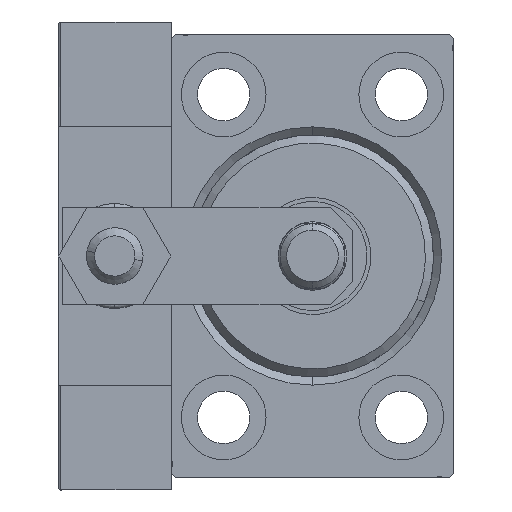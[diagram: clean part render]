
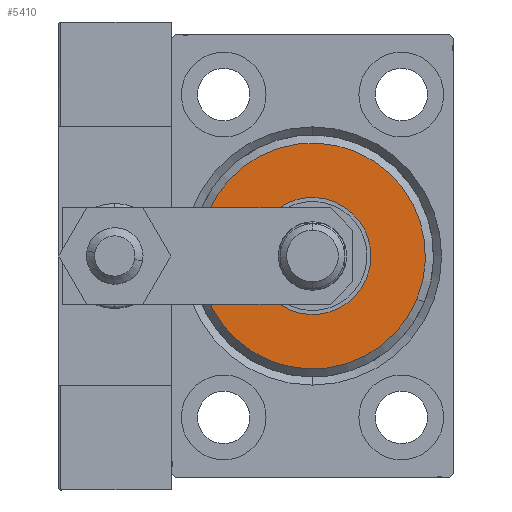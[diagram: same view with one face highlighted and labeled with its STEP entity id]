
A CAD part, left-side view. The second image highlights one B-rep face of the part: STEP entity #5410.
In plain terms, the highlighted face is planar.
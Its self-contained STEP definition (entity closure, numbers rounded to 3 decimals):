
#2010 = CARTESIAN_POINT ( 'NONE',  ( 3., 0., 0. ) ) ;
#2166 = DIRECTION ( 'NONE',  ( 0., 0., -1. ) ) ;
#3682 = AXIS2_PLACEMENT_3D ( 'NONE', #35513, #24993, #20857 ) ;
#4686 = DIRECTION ( 'NONE',  ( 1., 0., 0. ) ) ;
#4934 = CARTESIAN_POINT ( 'NONE',  ( 3., 0., 14. ) ) ;
#5408 = ORIENTED_EDGE ( 'NONE', *, *, #40739, .F. ) ;
#5410 = ADVANCED_FACE ( 'NONE', ( #24918, #13084 ), #9215, .T. ) ;
#5767 = CARTESIAN_POINT ( 'NONE',  ( 3., 0., -7.25 ) ) ;
#8507 = ORIENTED_EDGE ( 'NONE', *, *, #37550, .T. ) ;
#9215 = PLANE ( 'NONE',  #29590 ) ;
#10202 = CIRCLE ( 'NONE', #3682, 7.25 ) ;
#10811 = EDGE_LOOP ( 'NONE', ( #11163, #8507 ) ) ;
#11163 = ORIENTED_EDGE ( 'NONE', *, *, #14823, .T. ) ;
#13084 = FACE_BOUND ( 'NONE', #18710, .T. ) ;
#14823 = EDGE_CURVE ( 'NONE', #18936, #50867, #35065, .T. ) ;
#16500 = CARTESIAN_POINT ( 'NONE',  ( 3., 0., 0. ) ) ;
#16652 = CIRCLE ( 'NONE', #33092, 14. ) ;
#16997 = ORIENTED_EDGE ( 'NONE', *, *, #40761, .F. ) ;
#17248 = DIRECTION ( 'NONE',  ( 0., 0., -1. ) ) ;
#18670 = CARTESIAN_POINT ( 'NONE',  ( 3., 0., 7.25 ) ) ;
#18685 = AXIS2_PLACEMENT_3D ( 'NONE', #21360, #25245, #17248 ) ;
#18710 = EDGE_LOOP ( 'NONE', ( #16997, #5408 ) ) ;
#18936 = VERTEX_POINT ( 'NONE', #4934 ) ;
#20857 = DIRECTION ( 'NONE',  ( 0., 0., -1. ) ) ;
#21047 = DIRECTION ( 'NONE',  ( 0., 0., -1. ) ) ;
#21360 = CARTESIAN_POINT ( 'NONE',  ( 3., 0., 0. ) ) ;
#21444 = CARTESIAN_POINT ( 'NONE',  ( 3., 0., 0. ) ) ;
#24918 = FACE_OUTER_BOUND ( 'NONE', #10811, .T. ) ;
#24993 = DIRECTION ( 'NONE',  ( 1., 0., 0. ) ) ;
#25245 = DIRECTION ( 'NONE',  ( 1., 0., 0. ) ) ;
#28256 = AXIS2_PLACEMENT_3D ( 'NONE', #16500, #4686, #44258 ) ;
#29590 = AXIS2_PLACEMENT_3D ( 'NONE', #2010, #40557, #21047 ) ;
#30397 = CARTESIAN_POINT ( 'NONE',  ( 3., 0., -14. ) ) ;
#31379 = VERTEX_POINT ( 'NONE', #18670 ) ;
#31605 = VERTEX_POINT ( 'NONE', #5767 ) ;
#33092 = AXIS2_PLACEMENT_3D ( 'NONE', #21444, #48690, #2166 ) ;
#35065 = CIRCLE ( 'NONE', #18685, 14. ) ;
#35513 = CARTESIAN_POINT ( 'NONE',  ( 3., 0., 0. ) ) ;
#37550 = EDGE_CURVE ( 'NONE', #50867, #18936, #16652, .T. ) ;
#40557 = DIRECTION ( 'NONE',  ( 1., 0., 0. ) ) ;
#40739 = EDGE_CURVE ( 'NONE', #31379, #31605, #43850, .T. ) ;
#40761 = EDGE_CURVE ( 'NONE', #31605, #31379, #10202, .T. ) ;
#43850 = CIRCLE ( 'NONE', #28256, 7.25 ) ;
#44258 = DIRECTION ( 'NONE',  ( 0., 0., -1. ) ) ;
#48690 = DIRECTION ( 'NONE',  ( 1., 0., 0. ) ) ;
#50867 = VERTEX_POINT ( 'NONE', #30397 ) ;
